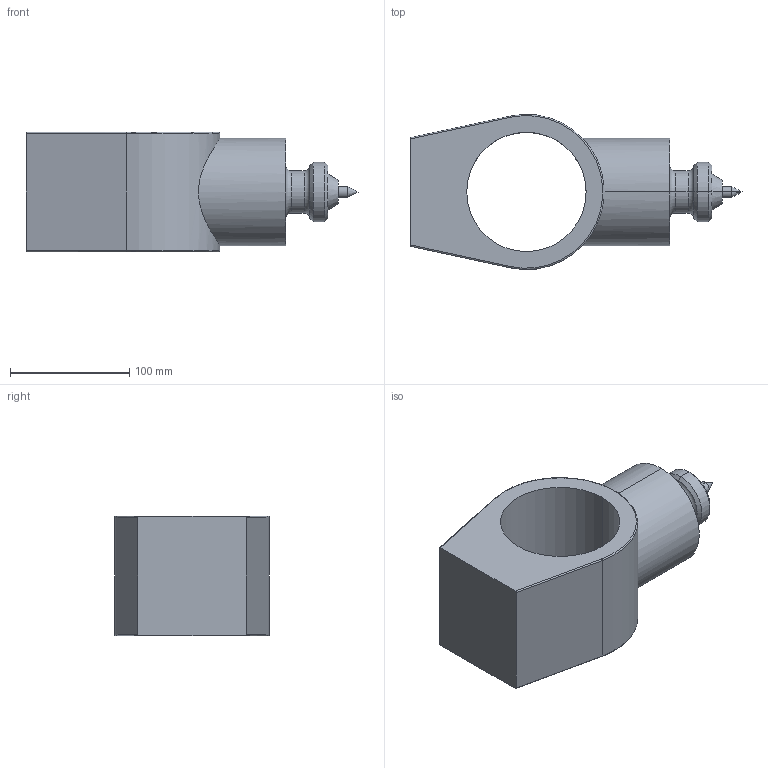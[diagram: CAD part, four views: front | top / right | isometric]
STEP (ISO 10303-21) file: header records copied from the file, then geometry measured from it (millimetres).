
FILE_DESCRIPTION (( 'STEP AP203' ), '1' );
FILE_NAME ('ASSIGNMENT3_PART2.STEP', '2021-09-30T20:30:53', ( '' ), ( '' ), 'SwSTEP 2.0', 'SolidWorks 2021', '' );
FILE_SCHEMA (( 'CONFIG_CONTROL_DESIGN' ));
Length unit declared in the file: inch
Products named in the file (1): ASSIGNMENT3_PART2
Bounding box: 278.35 x 129.93 x 100.08 mm (x, y, z)
Volume: 1383445.2 mm3; surface area: 130631 mm2
Topology: 1 solids, 1 shells, 49 faces, 104 edges, 63 vertices
Faces by surface type: cylinder 23, plane 12, cone 8, torus 6
Entity records: 1537 total; most frequent: CARTESIAN_POINT 373, DIRECTION 252, ORIENTED_EDGE 204, AXIS2_PLACEMENT_3D 106, EDGE_CURVE 102, VERTEX_POINT 63, EDGE_LOOP 59, CIRCLE 56
